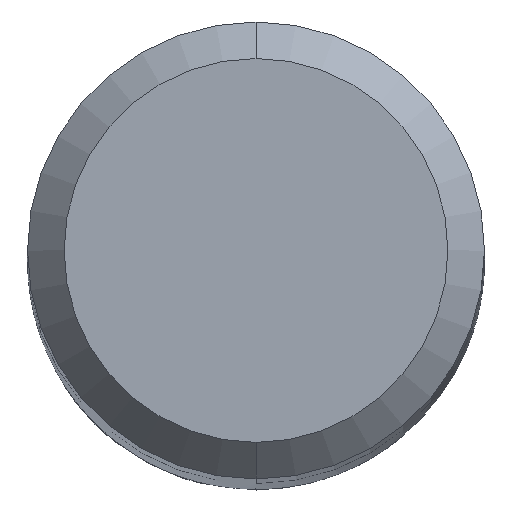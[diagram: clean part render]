
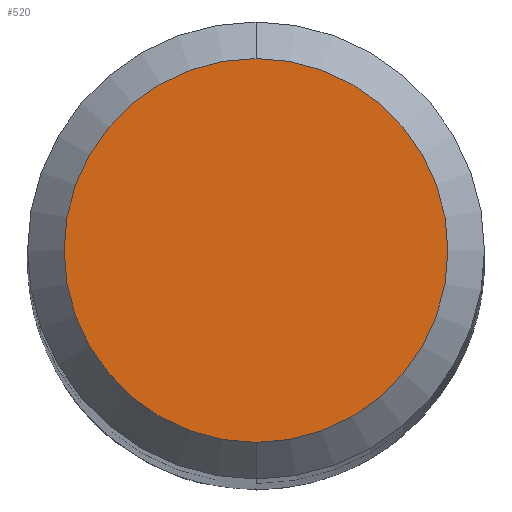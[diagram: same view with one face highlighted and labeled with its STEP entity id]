
A CAD part, top view. The second image highlights one B-rep face of the part: STEP entity #520.
In plain terms, the highlighted planar face has unit normal (0, 0, 1).
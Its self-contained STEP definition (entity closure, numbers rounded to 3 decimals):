
#406=VERTEX_POINT('',#916);
#520=ADVANCED_FACE('',(#1038),#1039,.T.);
#602=VERTEX_POINT('',#1128);
#640=EDGE_CURVE('',#602,#406,#1170,.T.);
#720=EDGE_CURVE('',#406,#602,#1259,.T.);
#916=CARTESIAN_POINT('',(0.0,2.1,0.0));
#1038=FACE_OUTER_BOUND('',#2657,.T.);
#1039=PLANE('',#2658);
#1128=CARTESIAN_POINT('',(0.,-2.1,0.0));
#1170=CIRCLE('',#3523,2.1);
#1259=CIRCLE('',#4027,2.1);
#2657=EDGE_LOOP('',(#4389,#4390));
#2658=AXIS2_PLACEMENT_3D('',#4391,#4392,#4393);
#3523=AXIS2_PLACEMENT_3D('',#4548,#4549,#4550);
#4027=AXIS2_PLACEMENT_3D('',#4652,#4653,#4654);
#4389=ORIENTED_EDGE('',*,*,#720,.F.);
#4390=ORIENTED_EDGE('',*,*,#640,.F.);
#4391=CARTESIAN_POINT('',(0.0,1.05,0.0));
#4392=DIRECTION('',(-0.0,0.0,1.0));
#4393=DIRECTION('',(0.0,-1.0,0.0));
#4548=CARTESIAN_POINT('',(0.0,0.0,0.0));
#4549=DIRECTION('',(0.0,0.0,-1.0));
#4550=DIRECTION('',(0.0,1.0,0.0));
#4652=CARTESIAN_POINT('',(0.0,0.0,0.0));
#4653=DIRECTION('',(0.0,0.0,-1.0));
#4654=DIRECTION('',(0.0,1.0,0.0));
